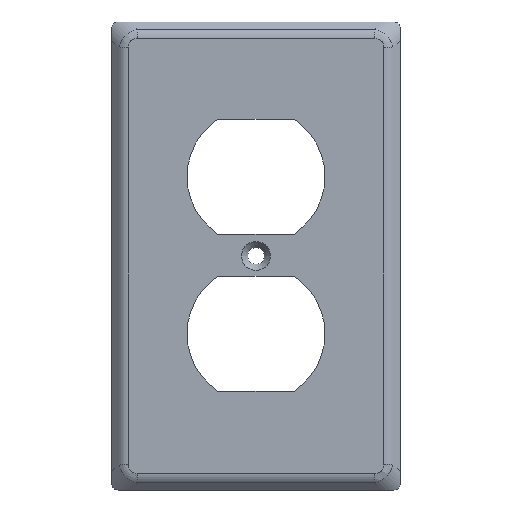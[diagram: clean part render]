
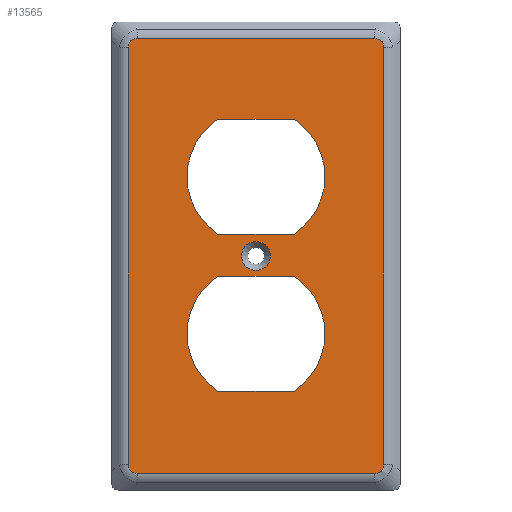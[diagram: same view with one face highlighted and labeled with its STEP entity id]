
A CAD part, top view. The second image highlights one B-rep face of the part: STEP entity #13565.
In plain terms, the highlighted planar face has unit normal (0, 0, 1).
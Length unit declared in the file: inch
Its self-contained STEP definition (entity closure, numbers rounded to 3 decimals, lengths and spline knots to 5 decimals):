
#19=ELLIPSE('',#14242,0.21651,0.125);
#22=ELLIPSE('',#14249,0.21651,0.125);
#24=ELLIPSE('',#14254,0.21651,0.125);
#26=ELLIPSE('',#14259,0.21651,0.125);
#668=FACE_BOUND('',#2689,.T.);
#669=FACE_BOUND('',#2690,.T.);
#670=FACE_BOUND('',#2691,.T.);
#1111=PLANE('',#14269);
#1894=FACE_OUTER_BOUND('',#2688,.T.);
#2688=EDGE_LOOP('',(#12666,#12667,#12668,#12669,#12670,#12671,#12672,#12673));
#2689=EDGE_LOOP('',(#12674,#12675));
#2690=EDGE_LOOP('',(#12676,#12677,#12678,#12679));
#2691=EDGE_LOOP('',(#12680,#12681,#12682,#12683));
#2735=LINE('',#17198,#4149);
#2739=LINE('',#17210,#4153);
#2744=LINE('',#17228,#4158);
#2748=LINE('',#17238,#4162);
#4086=LINE('',#23834,#5500);
#4088=LINE('',#23865,#5502);
#4090=LINE('',#23896,#5504);
#4092=LINE('',#23924,#5506);
#4149=VECTOR('',#14358,0.3937);
#4153=VECTOR('',#14370,0.3937);
#4158=VECTOR('',#14389,0.3937);
#4162=VECTOR('',#14401,0.3937);
#5500=VECTOR('',#16939,0.3937);
#5502=VECTOR('',#16951,0.3937);
#5504=VECTOR('',#16963,0.3937);
#5506=VECTOR('',#16973,0.3937);
#5559=CIRCLE('',#13625,0.1405);
#5560=CIRCLE('',#13626,0.1405);
#5565=CIRCLE('',#13634,0.672);
#5567=CIRCLE('',#13638,0.672);
#5569=CIRCLE('',#13641,0.672);
#5571=CIRCLE('',#13645,0.672);
#5706=VERTEX_POINT('',#17178);
#5707=VERTEX_POINT('',#17179);
#5713=VERTEX_POINT('',#17195);
#5714=VERTEX_POINT('',#17197);
#5716=VERTEX_POINT('',#17203);
#5718=VERTEX_POINT('',#17209);
#5721=VERTEX_POINT('',#17219);
#5722=VERTEX_POINT('',#17221);
#5724=VERTEX_POINT('',#17227);
#5726=VERTEX_POINT('',#17233);
#6936=VERTEX_POINT('',#23822);
#6937=VERTEX_POINT('',#23824);
#6939=VERTEX_POINT('',#23830);
#6941=VERTEX_POINT('',#23855);
#6943=VERTEX_POINT('',#23861);
#6945=VERTEX_POINT('',#23886);
#6947=VERTEX_POINT('',#23892);
#6949=VERTEX_POINT('',#23917);
#7007=EDGE_CURVE('',#5706,#5707,#5559,.T.);
#7008=EDGE_CURVE('',#5707,#5706,#5560,.T.);
#7016=EDGE_CURVE('',#5714,#5713,#2735,.T.);
#7019=EDGE_CURVE('',#5716,#5714,#5565,.T.);
#7022=EDGE_CURVE('',#5718,#5716,#2739,.T.);
#7025=EDGE_CURVE('',#5713,#5718,#5567,.T.);
#7028=EDGE_CURVE('',#5722,#5721,#5569,.T.);
#7031=EDGE_CURVE('',#5724,#5722,#2744,.T.);
#7034=EDGE_CURVE('',#5726,#5724,#5571,.T.);
#7037=EDGE_CURVE('',#5721,#5726,#2748,.T.);
#8845=EDGE_CURVE('',#6936,#6937,#19,.T.);
#8850=EDGE_CURVE('',#6937,#6939,#4086,.T.);
#8853=EDGE_CURVE('',#6939,#6941,#22,.T.);
#8856=EDGE_CURVE('',#6941,#6943,#4088,.T.);
#8859=EDGE_CURVE('',#6943,#6945,#24,.T.);
#8862=EDGE_CURVE('',#6945,#6947,#4090,.T.);
#8865=EDGE_CURVE('',#6947,#6949,#26,.T.);
#8867=EDGE_CURVE('',#6949,#6936,#4092,.T.);
#12666=ORIENTED_EDGE('',*,*,#8845,.F.);
#12667=ORIENTED_EDGE('',*,*,#8867,.F.);
#12668=ORIENTED_EDGE('',*,*,#8865,.F.);
#12669=ORIENTED_EDGE('',*,*,#8862,.F.);
#12670=ORIENTED_EDGE('',*,*,#8859,.F.);
#12671=ORIENTED_EDGE('',*,*,#8856,.F.);
#12672=ORIENTED_EDGE('',*,*,#8853,.F.);
#12673=ORIENTED_EDGE('',*,*,#8850,.F.);
#12674=ORIENTED_EDGE('',*,*,#7007,.T.);
#12675=ORIENTED_EDGE('',*,*,#7008,.T.);
#12676=ORIENTED_EDGE('',*,*,#7022,.T.);
#12677=ORIENTED_EDGE('',*,*,#7019,.T.);
#12678=ORIENTED_EDGE('',*,*,#7016,.T.);
#12679=ORIENTED_EDGE('',*,*,#7025,.T.);
#12680=ORIENTED_EDGE('',*,*,#7034,.T.);
#12681=ORIENTED_EDGE('',*,*,#7031,.T.);
#12682=ORIENTED_EDGE('',*,*,#7028,.T.);
#12683=ORIENTED_EDGE('',*,*,#7037,.T.);
#13565=ADVANCED_FACE('',(#1894,#668,#669,#670),#1111,.T.);
#13625=AXIS2_PLACEMENT_3D('',#17180,#14340,#14341);
#13626=AXIS2_PLACEMENT_3D('',#17181,#14342,#14343);
#13634=AXIS2_PLACEMENT_3D('',#17204,#14364,#14365);
#13638=AXIS2_PLACEMENT_3D('',#17214,#14376,#14377);
#13641=AXIS2_PLACEMENT_3D('',#17222,#14383,#14384);
#13645=AXIS2_PLACEMENT_3D('',#17234,#14395,#14396);
#14242=AXIS2_PLACEMENT_3D('',#23825,#16928,#16929);
#14249=AXIS2_PLACEMENT_3D('',#23859,#16944,#16945);
#14254=AXIS2_PLACEMENT_3D('',#23890,#16956,#16957);
#14259=AXIS2_PLACEMENT_3D('',#23921,#16968,#16969);
#14269=AXIS2_PLACEMENT_3D('',#23977,#16997,#16998);
#14340=DIRECTION('center_axis',(0.,0.,-1.));
#14341=DIRECTION('ref_axis',(1.,0.,0.));
#14342=DIRECTION('center_axis',(0.,0.,-1.));
#14343=DIRECTION('ref_axis',(1.,0.,0.));
#14358=DIRECTION('',(-1.,0.,0.));
#14364=DIRECTION('center_axis',(0.,0.,-1.));
#14365=DIRECTION('ref_axis',(0.553,-0.833,0.));
#14370=DIRECTION('',(1.,0.,0.));
#14376=DIRECTION('center_axis',(0.,0.,-1.));
#14377=DIRECTION('ref_axis',(-0.553,0.833,0.));
#14383=DIRECTION('center_axis',(0.,0.,-1.));
#14384=DIRECTION('ref_axis',(0.553,-0.833,0.));
#14389=DIRECTION('',(1.,0.,0.));
#14395=DIRECTION('center_axis',(0.,0.,-1.));
#14396=DIRECTION('ref_axis',(-0.553,0.833,0.));
#14401=DIRECTION('',(-1.,0.,0.));
#16928=DIRECTION('center_axis',(0.,0.,-1.));
#16929=DIRECTION('ref_axis',(-0.707,0.707,0.));
#16939=DIRECTION('',(1.,0.,0.));
#16944=DIRECTION('center_axis',(0.,0.,-1.));
#16945=DIRECTION('ref_axis',(0.707,0.707,0.));
#16951=DIRECTION('',(0.,-1.,0.));
#16956=DIRECTION('center_axis',(0.,0.,-1.));
#16957=DIRECTION('ref_axis',(0.707,-0.707,0.));
#16963=DIRECTION('',(-1.,0.,0.));
#16968=DIRECTION('center_axis',(0.,0.,-1.));
#16969=DIRECTION('ref_axis',(-0.707,-0.707,0.));
#16973=DIRECTION('',(0.,1.,0.));
#16997=DIRECTION('center_axis',(0.,0.,1.));
#16998=DIRECTION('ref_axis',(1.,0.,0.));
#17178=CARTESIAN_POINT('',(0.1405,0.,0.2));
#17179=CARTESIAN_POINT('',(-0.1405,0.,0.2));
#17180=CARTESIAN_POINT('Origin',(0.,0.,0.2));
#17181=CARTESIAN_POINT('Origin',(0.,0.,0.2));
#17195=CARTESIAN_POINT('',(-0.37146,-1.318,0.2));
#17197=CARTESIAN_POINT('',(0.37146,-1.318,0.2));
#17198=CARTESIAN_POINT('',(0.18573,-1.318,0.2));
#17203=CARTESIAN_POINT('',(0.37146,-0.198,0.2));
#17204=CARTESIAN_POINT('Origin',(0.,-0.758,0.2));
#17209=CARTESIAN_POINT('',(-0.37146,-0.198,0.2));
#17210=CARTESIAN_POINT('',(-0.18573,-0.198,0.2));
#17214=CARTESIAN_POINT('Origin',(0.,-0.758,0.2));
#17219=CARTESIAN_POINT('',(0.37146,0.213,0.2));
#17221=CARTESIAN_POINT('',(0.37146,1.333,0.2));
#17222=CARTESIAN_POINT('Origin',(0.,0.773,0.2));
#17227=CARTESIAN_POINT('',(-0.37146,1.333,0.2));
#17228=CARTESIAN_POINT('',(-0.18573,1.333,0.2));
#17233=CARTESIAN_POINT('',(-0.37146,0.213,0.2));
#17234=CARTESIAN_POINT('Origin',(0.,0.773,0.2));
#17238=CARTESIAN_POINT('',(0.18573,0.213,0.2));
#23822=CARTESIAN_POINT('',(-1.24447,2.03083,0.2));
#23824=CARTESIAN_POINT('',(-1.15608,2.11922,0.2));
#23825=CARTESIAN_POINT('Origin',(-1.0677,1.94245,0.2));
#23830=CARTESIAN_POINT('',(1.15608,2.11922,0.2));
#23834=CARTESIAN_POINT('',(0.35156,2.11922,0.2));
#23855=CARTESIAN_POINT('',(1.24447,2.03083,0.2));
#23859=CARTESIAN_POINT('Origin',(1.0677,1.94245,0.2));
#23861=CARTESIAN_POINT('',(1.24447,-2.03083,0.2));
#23865=CARTESIAN_POINT('',(1.24447,-0.57025,0.2));
#23886=CARTESIAN_POINT('',(1.15608,-2.11922,0.2));
#23890=CARTESIAN_POINT('Origin',(1.0677,-1.94245,0.2));
#23892=CARTESIAN_POINT('',(-1.15608,-2.11922,0.2));
#23896=CARTESIAN_POINT('',(-0.35156,-2.11922,0.2));
#23917=CARTESIAN_POINT('',(-1.24447,-2.03083,0.2));
#23921=CARTESIAN_POINT('Origin',(-1.0677,-1.94245,0.2));
#23924=CARTESIAN_POINT('',(-1.24447,0.57025,0.2));
#23977=CARTESIAN_POINT('Origin',(0.,0.,0.2));
